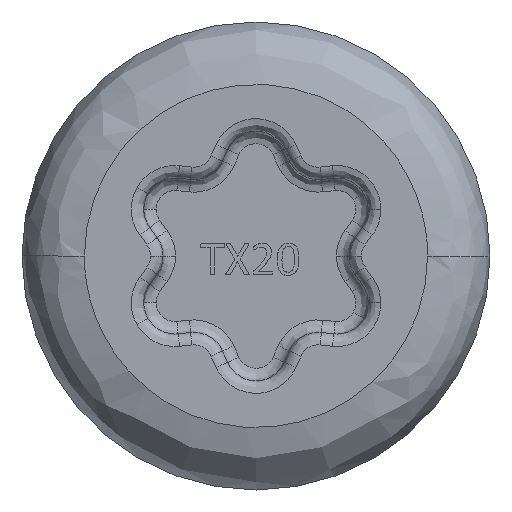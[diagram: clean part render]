
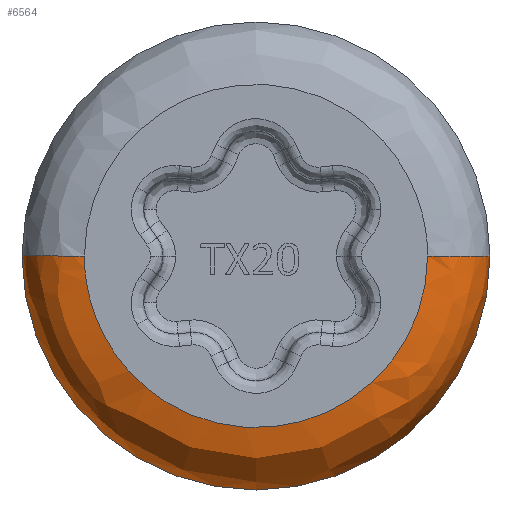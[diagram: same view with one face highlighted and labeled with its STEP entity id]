
A CAD part, front view. The second image highlights one B-rep face of the part: STEP entity #6564.
In plain terms, the highlighted free-form (B-spline) face has degree [3, 3] with [4, 4] control points.
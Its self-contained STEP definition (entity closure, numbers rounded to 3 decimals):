
#59 = ORIENTED_EDGE ( 'NONE', *, *, #336, .T. ) ;
#67 = ORIENTED_EDGE ( 'NONE', *, *, #911, .F. ) ;
#281 = AXIS2_PLACEMENT_3D ( 'NONE', #6222, #6739, #3585 ) ;
#336 = EDGE_CURVE ( 'NONE', #6058, #802, #2090, .T. ) ;
#338 =( BOUNDED_CURVE ( )  B_SPLINE_CURVE ( 3, ( #3893, #6543, #3374, #1273 ),
 .UNSPECIFIED., .F., .F. ) 
 B_SPLINE_CURVE_WITH_KNOTS ( ( 4, 4 ),
 ( 0., 1. ),
 .UNSPECIFIED. ) 
 CURVE ( )  GEOMETRIC_REPRESENTATION_ITEM ( )  RATIONAL_B_SPLINE_CURVE ( ( 1., 0.333, 0.333, 1. ) ) 
 REPRESENTATION_ITEM ( '' )  );
#367 = AXIS2_PLACEMENT_3D ( 'NONE', #3276, #3352, #1272 ) ;
#440 = VERTEX_POINT ( 'NONE', #3089 ) ;
#550 = CARTESIAN_POINT ( 'NONE',  ( 3.336, -2.8, 0. ) ) ;
#802 = VERTEX_POINT ( 'NONE', #1448 ) ;
#911 = EDGE_CURVE ( 'NONE', #440, #2704, #2655, .T. ) ;
#1068 = CARTESIAN_POINT ( 'NONE',  ( -3.75, -1.8, 0. ) ) ;
#1090 = CARTESIAN_POINT ( 'NONE',  ( 3.75, -2.386, -7.5 ) ) ;
#1202 = DIRECTION ( 'NONE',  ( 0., 0., 1. ) ) ;
#1272 = DIRECTION ( 'NONE',  ( 1., 0., 0. ) ) ;
#1273 = CARTESIAN_POINT ( 'NONE',  ( -2.75, -2.8, 0. ) ) ;
#1442 = CARTESIAN_POINT ( 'NONE',  ( 0., -1.8, 0. ) ) ;
#1448 = CARTESIAN_POINT ( 'NONE',  ( -3.75, -1.8, 0. ) ) ;
#1568 = CARTESIAN_POINT ( 'NONE',  ( 3.75, -1.8, -7.5 ) ) ;
#2090 = CIRCLE ( 'NONE', #281, 1. ) ;
#2128 = CARTESIAN_POINT ( 'NONE',  ( -2.75, -2.8, -5.5 ) ) ;
#2151 = CARTESIAN_POINT ( 'NONE',  ( -3.336, -2.8, 0. ) ) ;
#2224 = AXIS2_PLACEMENT_3D ( 'NONE', #5360, #4382, #1202 ) ;
#2294 = EDGE_CURVE ( 'NONE', #4135, #802, #5287, .T. ) ;
#2655 = CIRCLE ( 'NONE', #367, 1. ) ;
#2704 = VERTEX_POINT ( 'NONE', #3814 ) ;
#2906 = EDGE_CURVE ( 'NONE', #2704, #4135, #3462, .T. ) ;
#2994 = EDGE_LOOP ( 'NONE', ( #6713, #59, #3771, #6618, #67 ) ) ;
#3089 = CARTESIAN_POINT ( 'NONE',  ( 2.75, -2.8, 0. ) ) ;
#3157 = CARTESIAN_POINT ( 'NONE',  ( -3.75, -2.386, 0. ) ) ;
#3201 = CARTESIAN_POINT ( 'NONE',  ( -2.75, -2.8, 0. ) ) ;
#3276 = CARTESIAN_POINT ( 'NONE',  ( 2.75, -1.8, 0. ) ) ;
#3352 = DIRECTION ( 'NONE',  ( 0., 0., 1. ) ) ;
#3374 = CARTESIAN_POINT ( 'NONE',  ( -2.75, -2.8, -5.5 ) ) ;
#3417 =( BOUNDED_SURFACE ( )  B_SPLINE_SURFACE ( 3, 3, ( 
 ( #3201, #2128, #6828, #6337 ),
 ( #2151, #4734, #3675, #550 ),
 ( #3157, #3725, #1090, #5323 ),
 ( #1068, #4759, #1568, #5282 ) ),
 .UNSPECIFIED., .F., .F., .T. ) 
 B_SPLINE_SURFACE_WITH_KNOTS ( ( 4, 4 ),
 ( 4, 4 ),
 ( 0., 1. ),
 ( 0., 1. ),
 .UNSPECIFIED. ) 
 GEOMETRIC_REPRESENTATION_ITEM ( )  RATIONAL_B_SPLINE_SURFACE ( (
 ( 1., 0.333, 0.333, 1.),
 ( 0.805, 0.268, 0.268, 0.805),
 ( 0.805, 0.268, 0.268, 0.805),
 ( 1., 0.333, 0.333, 1.) ) ) 
 REPRESENTATION_ITEM ( '' )  SURFACE ( )  );
#3462 = CIRCLE ( 'NONE', #5809, 3.75 ) ;
#3585 = DIRECTION ( 'NONE',  ( -1., 0., 0. ) ) ;
#3675 = CARTESIAN_POINT ( 'NONE',  ( 3.336, -2.8, -6.672 ) ) ;
#3725 = CARTESIAN_POINT ( 'NONE',  ( -3.75, -2.386, -7.5 ) ) ;
#3771 = ORIENTED_EDGE ( 'NONE', *, *, #2294, .F. ) ;
#3814 = CARTESIAN_POINT ( 'NONE',  ( 3.75, -1.8, 0. ) ) ;
#3893 = CARTESIAN_POINT ( 'NONE',  ( 2.75, -2.8, 0. ) ) ;
#3943 = FACE_OUTER_BOUND ( 'NONE', #2994, .T. ) ;
#4050 = DIRECTION ( 'NONE',  ( 0., 0., 1. ) ) ;
#4135 = VERTEX_POINT ( 'NONE', #5944 ) ;
#4382 = DIRECTION ( 'NONE',  ( 0., 1., 0. ) ) ;
#4734 = CARTESIAN_POINT ( 'NONE',  ( -3.336, -2.8, -6.672 ) ) ;
#4759 = CARTESIAN_POINT ( 'NONE',  ( -3.75, -1.8, -7.5 ) ) ;
#5012 = EDGE_CURVE ( 'NONE', #440, #6058, #338, .T. ) ;
#5282 = CARTESIAN_POINT ( 'NONE',  ( 3.75, -1.8, 0. ) ) ;
#5287 = CIRCLE ( 'NONE', #2224, 3.75 ) ;
#5323 = CARTESIAN_POINT ( 'NONE',  ( 3.75, -2.386, 0. ) ) ;
#5360 = CARTESIAN_POINT ( 'NONE',  ( 0., -1.8, 0. ) ) ;
#5809 = AXIS2_PLACEMENT_3D ( 'NONE', #1442, #6727, #4050 ) ;
#5944 = CARTESIAN_POINT ( 'NONE',  ( 0., -1.8, -3.75 ) ) ;
#6058 = VERTEX_POINT ( 'NONE', #6615 ) ;
#6222 = CARTESIAN_POINT ( 'NONE',  ( -2.75, -1.8, 0. ) ) ;
#6337 = CARTESIAN_POINT ( 'NONE',  ( 2.75, -2.8, 0. ) ) ;
#6543 = CARTESIAN_POINT ( 'NONE',  ( 2.75, -2.8, -5.5 ) ) ;
#6564 = ADVANCED_FACE ( 'NONE', ( #3943 ), #3417, .T. ) ;
#6615 = CARTESIAN_POINT ( 'NONE',  ( -2.75, -2.8, 0. ) ) ;
#6618 = ORIENTED_EDGE ( 'NONE', *, *, #2906, .F. ) ;
#6713 = ORIENTED_EDGE ( 'NONE', *, *, #5012, .T. ) ;
#6727 = DIRECTION ( 'NONE',  ( 0., 1., 0. ) ) ;
#6739 = DIRECTION ( 'NONE',  ( 0., 0., -1. ) ) ;
#6828 = CARTESIAN_POINT ( 'NONE',  ( 2.75, -2.8, -5.5 ) ) ;
